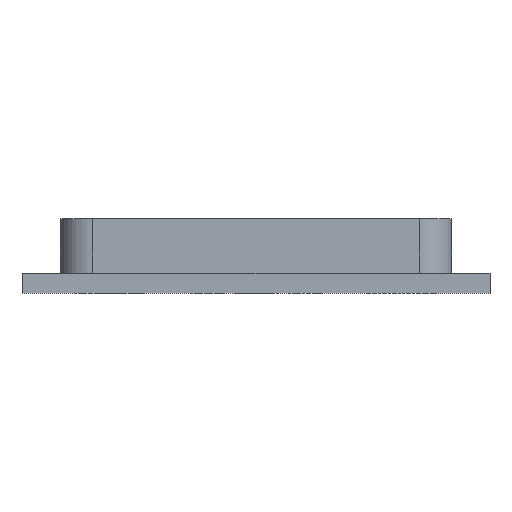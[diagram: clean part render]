
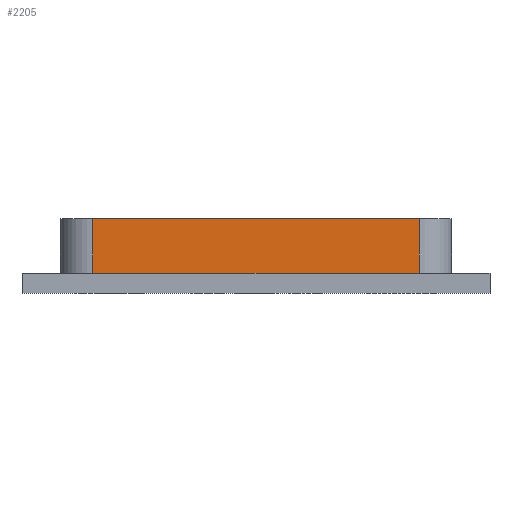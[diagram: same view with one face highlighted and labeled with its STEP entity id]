
A CAD part, front view. The second image highlights one B-rep face of the part: STEP entity #2205.
In plain terms, the highlighted planar face has unit normal (0, -1, 0).
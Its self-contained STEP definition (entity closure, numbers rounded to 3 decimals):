
#159 = PLANE('',#160);
#160 = AXIS2_PLACEMENT_3D('',#161,#162,#163);
#161 = CARTESIAN_POINT('',(21.5,-76.5,0.));
#162 = DIRECTION('',(0.,-1.,0.));
#163 = DIRECTION('',(-1.,0.,0.));
#637 = VERTEX_POINT('',#638);
#638 = CARTESIAN_POINT('',(15.,-76.5,1.85));
#675 = PLANE('',#676);
#676 = AXIS2_PLACEMENT_3D('',#677,#678,#679);
#677 = CARTESIAN_POINT('',(15.,-76.5,1.85));
#678 = DIRECTION('',(-1.,0.,0.));
#679 = DIRECTION('',(0.,1.,0.));
#716 = VERTEX_POINT('',#717);
#717 = CARTESIAN_POINT('',(-15.,-76.5,1.85));
#731 = PLANE('',#732);
#732 = AXIS2_PLACEMENT_3D('',#733,#734,#735);
#733 = CARTESIAN_POINT('',(-15.,-72.5,1.85));
#734 = DIRECTION('',(1.,0.,0.));
#735 = DIRECTION('',(0.,-1.,0.));
#1109 = EDGE_CURVE('',#716,#637,#1110,.T.);
#1110 = SURFACE_CURVE('',#1111,(#1115,#1122),.PCURVE_S1.);
#1111 = LINE('',#1112,#1113);
#1112 = CARTESIAN_POINT('',(-15.,-76.5,1.85));
#1113 = VECTOR('',#1114,1.);
#1114 = DIRECTION('',(1.,0.,0.));
#1115 = PCURVE('',#159,#1116);
#1116 = DEFINITIONAL_REPRESENTATION('',(#1117),#1121);
#1117 = LINE('',#1118,#1119);
#1118 = CARTESIAN_POINT('',(36.5,-1.85));
#1119 = VECTOR('',#1120,1.);
#1120 = DIRECTION('',(-1.,-0.));
#1121 = ( GEOMETRIC_REPRESENTATION_CONTEXT(2) 
PARAMETRIC_REPRESENTATION_CONTEXT() REPRESENTATION_CONTEXT('2D SPACE',''
  ) );
#1122 = PCURVE('',#1123,#1128);
#1123 = PLANE('',#1124);
#1124 = AXIS2_PLACEMENT_3D('',#1125,#1126,#1127);
#1125 = CARTESIAN_POINT('',(-15.,-76.5,1.85));
#1126 = DIRECTION('',(0.,1.,0.));
#1127 = DIRECTION('',(1.,0.,0.));
#1128 = DEFINITIONAL_REPRESENTATION('',(#1129),#1133);
#1129 = LINE('',#1130,#1131);
#1130 = CARTESIAN_POINT('',(0.,0.));
#1131 = VECTOR('',#1132,1.);
#1132 = DIRECTION('',(1.,0.));
#1133 = ( GEOMETRIC_REPRESENTATION_CONTEXT(2) 
PARAMETRIC_REPRESENTATION_CONTEXT() REPRESENTATION_CONTEXT('2D SPACE',''
  ) );
#1659 = VERTEX_POINT('',#1660);
#1660 = CARTESIAN_POINT('',(-15.,-76.5,6.85));
#1674 = PLANE('',#1675);
#1675 = AXIS2_PLACEMENT_3D('',#1676,#1677,#1678);
#1676 = CARTESIAN_POINT('',(0.,-74.5,6.85));
#1677 = DIRECTION('',(0.,0.,1.));
#1678 = DIRECTION('',(0.,1.,0.));
#1686 = EDGE_CURVE('',#716,#1659,#1687,.T.);
#1687 = SURFACE_CURVE('',#1688,(#1692,#1699),.PCURVE_S1.);
#1688 = LINE('',#1689,#1690);
#1689 = CARTESIAN_POINT('',(-15.,-76.5,1.85));
#1690 = VECTOR('',#1691,1.);
#1691 = DIRECTION('',(0.,0.,1.));
#1692 = PCURVE('',#731,#1693);
#1693 = DEFINITIONAL_REPRESENTATION('',(#1694),#1698);
#1694 = LINE('',#1695,#1696);
#1695 = CARTESIAN_POINT('',(4.,0.));
#1696 = VECTOR('',#1697,1.);
#1697 = DIRECTION('',(0.,-1.));
#1698 = ( GEOMETRIC_REPRESENTATION_CONTEXT(2) 
PARAMETRIC_REPRESENTATION_CONTEXT() REPRESENTATION_CONTEXT('2D SPACE',''
  ) );
#1699 = PCURVE('',#1123,#1700);
#1700 = DEFINITIONAL_REPRESENTATION('',(#1701),#1705);
#1701 = LINE('',#1702,#1703);
#1702 = CARTESIAN_POINT('',(0.,0.));
#1703 = VECTOR('',#1704,1.);
#1704 = DIRECTION('',(0.,-1.));
#1705 = ( GEOMETRIC_REPRESENTATION_CONTEXT(2) 
PARAMETRIC_REPRESENTATION_CONTEXT() REPRESENTATION_CONTEXT('2D SPACE',''
  ) );
#1760 = EDGE_CURVE('',#637,#1761,#1763,.T.);
#1761 = VERTEX_POINT('',#1762);
#1762 = CARTESIAN_POINT('',(15.,-76.5,6.85));
#1763 = SURFACE_CURVE('',#1764,(#1768,#1775),.PCURVE_S1.);
#1764 = LINE('',#1765,#1766);
#1765 = CARTESIAN_POINT('',(15.,-76.5,1.85));
#1766 = VECTOR('',#1767,1.);
#1767 = DIRECTION('',(0.,0.,1.));
#1768 = PCURVE('',#675,#1769);
#1769 = DEFINITIONAL_REPRESENTATION('',(#1770),#1774);
#1770 = LINE('',#1771,#1772);
#1771 = CARTESIAN_POINT('',(0.,0.));
#1772 = VECTOR('',#1773,1.);
#1773 = DIRECTION('',(0.,-1.));
#1774 = ( GEOMETRIC_REPRESENTATION_CONTEXT(2) 
PARAMETRIC_REPRESENTATION_CONTEXT() REPRESENTATION_CONTEXT('2D SPACE',''
  ) );
#1775 = PCURVE('',#1123,#1776);
#1776 = DEFINITIONAL_REPRESENTATION('',(#1777),#1781);
#1777 = LINE('',#1778,#1779);
#1778 = CARTESIAN_POINT('',(30.,0.));
#1779 = VECTOR('',#1780,1.);
#1780 = DIRECTION('',(0.,-1.));
#1781 = ( GEOMETRIC_REPRESENTATION_CONTEXT(2) 
PARAMETRIC_REPRESENTATION_CONTEXT() REPRESENTATION_CONTEXT('2D SPACE',''
  ) );
#2205 = ADVANCED_FACE('',(#2206),#1123,.F.);
#2206 = FACE_BOUND('',#2207,.F.);
#2207 = EDGE_LOOP('',(#2208,#2209,#2230,#2231));
#2208 = ORIENTED_EDGE('',*,*,#1686,.T.);
#2209 = ORIENTED_EDGE('',*,*,#2210,.T.);
#2210 = EDGE_CURVE('',#1659,#1761,#2211,.T.);
#2211 = SURFACE_CURVE('',#2212,(#2216,#2223),.PCURVE_S1.);
#2212 = LINE('',#2213,#2214);
#2213 = CARTESIAN_POINT('',(-15.,-76.5,6.85));
#2214 = VECTOR('',#2215,1.);
#2215 = DIRECTION('',(1.,0.,0.));
#2216 = PCURVE('',#1123,#2217);
#2217 = DEFINITIONAL_REPRESENTATION('',(#2218),#2222);
#2218 = LINE('',#2219,#2220);
#2219 = CARTESIAN_POINT('',(0.,-5.));
#2220 = VECTOR('',#2221,1.);
#2221 = DIRECTION('',(1.,0.));
#2222 = ( GEOMETRIC_REPRESENTATION_CONTEXT(2) 
PARAMETRIC_REPRESENTATION_CONTEXT() REPRESENTATION_CONTEXT('2D SPACE',''
  ) );
#2223 = PCURVE('',#1674,#2224);
#2224 = DEFINITIONAL_REPRESENTATION('',(#2225),#2229);
#2225 = LINE('',#2226,#2227);
#2226 = CARTESIAN_POINT('',(-2.,15.));
#2227 = VECTOR('',#2228,1.);
#2228 = DIRECTION('',(0.,-1.));
#2229 = ( GEOMETRIC_REPRESENTATION_CONTEXT(2) 
PARAMETRIC_REPRESENTATION_CONTEXT() REPRESENTATION_CONTEXT('2D SPACE',''
  ) );
#2230 = ORIENTED_EDGE('',*,*,#1760,.F.);
#2231 = ORIENTED_EDGE('',*,*,#1109,.F.);
